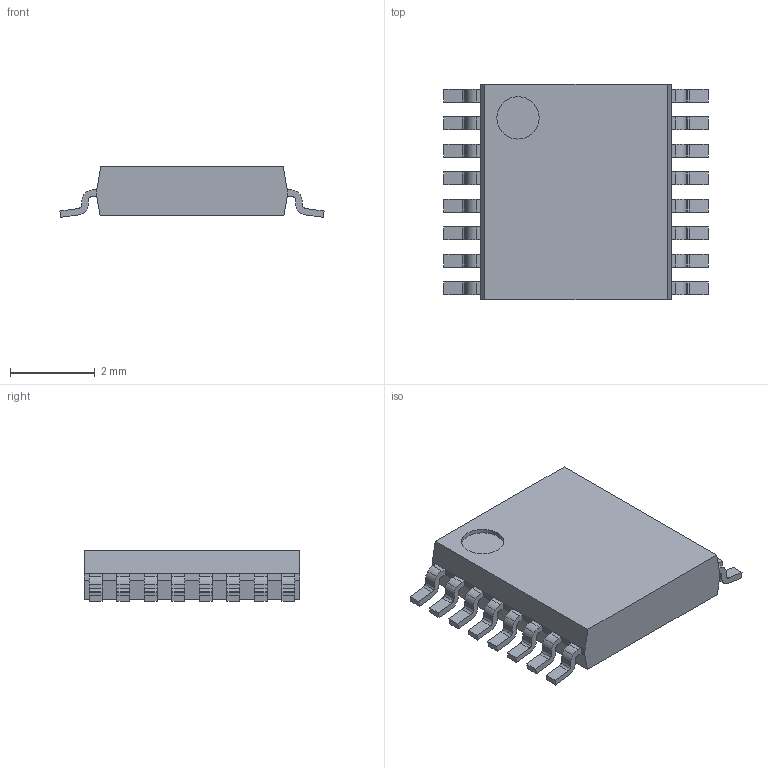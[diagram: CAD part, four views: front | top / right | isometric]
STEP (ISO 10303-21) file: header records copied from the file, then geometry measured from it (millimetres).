
FILE_DESCRIPTION((''),'2;1');
FILE_NAME('SOP65P640X120-16N.stp','2008-12-18T15:32:36',(''),(''),'Mechanical Desktop 2006','Mechanical Desktop 2006',', , ');
FILE_SCHEMA(('AUTOMOTIVE_DESIGN { 1 2 10303 214 0 1 1 1 }'));
Length unit declared in the file: millimetre
Products named in the file (1): Product
Bounding box: 6.24 x 5.1 x 1.2 mm (x, y, z)
Volume: 26.7 mm3; surface area: 84.6 mm2
Topology: 17 solids, 17 shells, 301 faces, 798 edges, 532 vertices
Faces by surface type: bspline 144, plane 91, cylinder 66
Entity records: 10260 total; most frequent: CARTESIAN_POINT 2960, ORIENTED_EDGE 1596, DIRECTION 1374, EDGE_CURVE 798, VECTOR 538, LINE 538, VERTEX_POINT 532, AXIS2_PLACEMENT_3D 418
